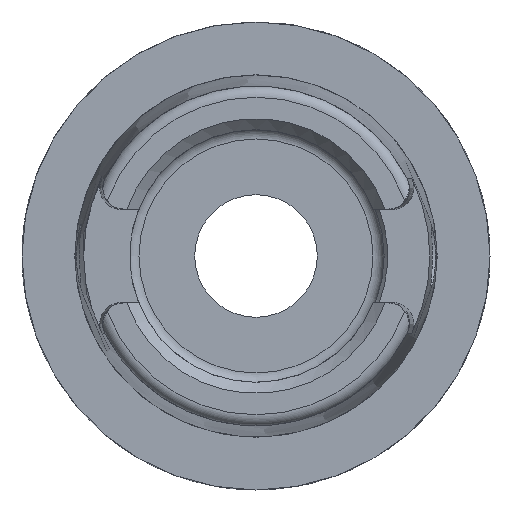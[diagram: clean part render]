
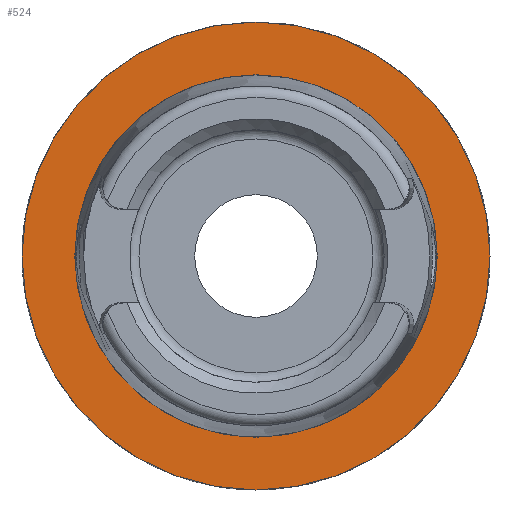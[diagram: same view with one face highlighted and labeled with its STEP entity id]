
A CAD part, left-side view. The second image highlights one B-rep face of the part: STEP entity #524.
In plain terms, the highlighted planar face has unit normal (-1, 0, 0).
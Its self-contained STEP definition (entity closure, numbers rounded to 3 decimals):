
#238 = DIRECTION ( 'NONE',  ( -1., 0., 0. ) ) ;
#242 = CARTESIAN_POINT ( 'NONE',  ( 32., 31.5, 0. ) ) ;
#329 = VERTEX_POINT ( 'NONE', #1411 ) ;
#473 = PLANE ( 'NONE',  #1921 ) ;
#524 = ADVANCED_FACE ( 'NONE', ( #1895, #1131 ), #473, .F. ) ;
#558 = DIRECTION ( 'NONE',  ( 0., 0., 1. ) ) ;
#610 = ORIENTED_EDGE ( 'NONE', *, *, #3063, .T. ) ;
#709 = EDGE_LOOP ( 'NONE', ( #931 ) ) ;
#811 = EDGE_LOOP ( 'NONE', ( #610 ) ) ;
#931 = ORIENTED_EDGE ( 'NONE', *, *, #2583, .F. ) ;
#1131 = FACE_OUTER_BOUND ( 'NONE', #811, .T. ) ;
#1182 = VERTEX_POINT ( 'NONE', #3488 ) ;
#1411 = CARTESIAN_POINT ( 'NONE',  ( 32., 0., 24.4 ) ) ;
#1582 = CIRCLE ( 'NONE', #3752, 24.4 ) ;
#1778 = DIRECTION ( 'NONE',  ( -1., 0., 0. ) ) ;
#1791 = DIRECTION ( 'NONE',  ( 0., 0., 1. ) ) ;
#1895 = FACE_BOUND ( 'NONE', #709, .T. ) ;
#1921 = AXIS2_PLACEMENT_3D ( 'NONE', #242, #3702, #3387 ) ;
#1951 = CIRCLE ( 'NONE', #3566, 31.5 ) ;
#2097 = CARTESIAN_POINT ( 'NONE',  ( 32., 0., 0. ) ) ;
#2583 = EDGE_CURVE ( 'NONE', #329, #329, #1582, .T. ) ;
#3063 = EDGE_CURVE ( 'NONE', #1182, #1182, #1951, .T. ) ;
#3157 = CARTESIAN_POINT ( 'NONE',  ( 32., 0., 0. ) ) ;
#3387 = DIRECTION ( 'NONE',  ( 0., 0., -1. ) ) ;
#3488 = CARTESIAN_POINT ( 'NONE',  ( 32., 0., 31.5 ) ) ;
#3566 = AXIS2_PLACEMENT_3D ( 'NONE', #3157, #238, #558 ) ;
#3702 = DIRECTION ( 'NONE',  ( 1., 0., 0. ) ) ;
#3752 = AXIS2_PLACEMENT_3D ( 'NONE', #2097, #1778, #1791 ) ;
